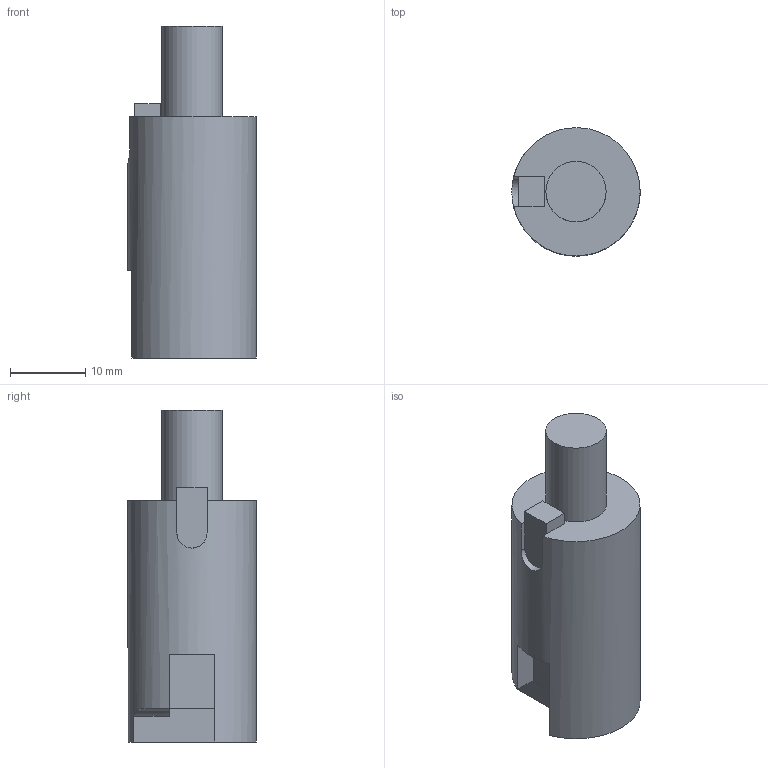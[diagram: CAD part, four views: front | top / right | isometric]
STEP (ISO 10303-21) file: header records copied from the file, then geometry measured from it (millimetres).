
FILE_DESCRIPTION(/* description */ (''),/* implementation_level */ '2;1');
FILE_NAME(/* name */ 'A78009.stp',/* time_stamp */ '2017-10-27T11:34:29+05:00',/* author */ (''),/* organization */ (''),/* preprocessor_version */ 'ST-DEVELOPER v16',/* originating_system */ 'SIEMENS PLM Software NX 11.0',/* authorisation */ '');
FILE_SCHEMA (('AUTOMOTIVE_DESIGN { 1 0 10303 214 3 1 1 1 }'));
Length unit declared in the file: millimetre
Products named in the file (1): A78009
Bounding box: 17 x 16.99 x 44 mm (x, y, z)
Volume: 7541.7 mm3; surface area: 2795.2 mm2
Topology: 3 solids, 3 shells, 24 faces, 54 edges, 36 vertices
Faces by surface type: plane 19, cylinder 5
Full cylindrical faces by diameter (mm): 8 x1, 17 x1
Entity records: 733 total; most frequent: CARTESIAN_POINT 144, DIRECTION 112, ORIENTED_EDGE 100, EDGE_CURVE 50, LINE 38, VECTOR 38, AXIS2_PLACEMENT_3D 37, VERTEX_POINT 34
